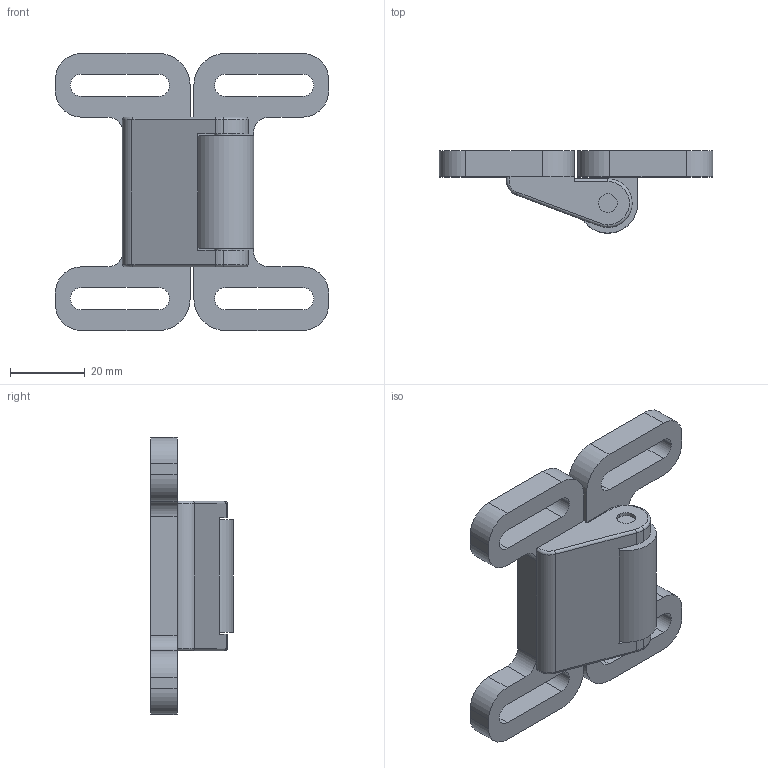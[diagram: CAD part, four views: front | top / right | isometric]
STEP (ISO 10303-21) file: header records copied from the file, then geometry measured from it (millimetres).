
FILE_DESCRIPTION(('STEP AP214'),'1');
FILE_NAME('cctmp_8B773509-B655-44BD-97B3-E79EEAF58FEA_2020_1_13_9_59_9_890..stp','2020-01-13T08:59:09',('Bosch Rexroth AG'),('CADClick - www.CADClick.com'),'Spatial InterOp 3D',' ','unknown authorization - (Healing Option Enabled)');
FILE_SCHEMA(('AUTOMOTIVE_DESIGN'));
Length unit declared in the file: millimetre
Products named in the file (1): 2020_01_13__09-59-09-890
Bounding box: 73 x 22 x 74 mm (x, y, z)
Volume: 34777.3 mm3; surface area: 14286.6 mm2
Topology: 1 solids, 1 shells, 99 faces, 271 edges, 176 vertices
Faces by surface type: cylinder 52, plane 41, torus 6
Entity records: 4035 total; most frequent: CARTESIAN_POINT 581, DIRECTION 581, ORIENTED_EDGE 542, EDGE_CURVE 271, AXIS2_PLACEMENT_3D 212, VERTEX_POINT 176, LINE 157, VECTOR 157
